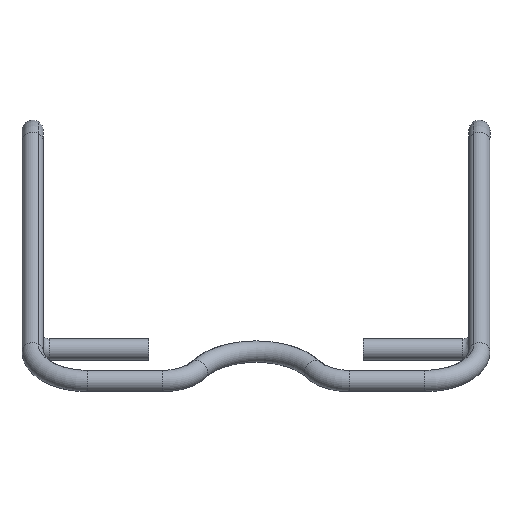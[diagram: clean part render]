
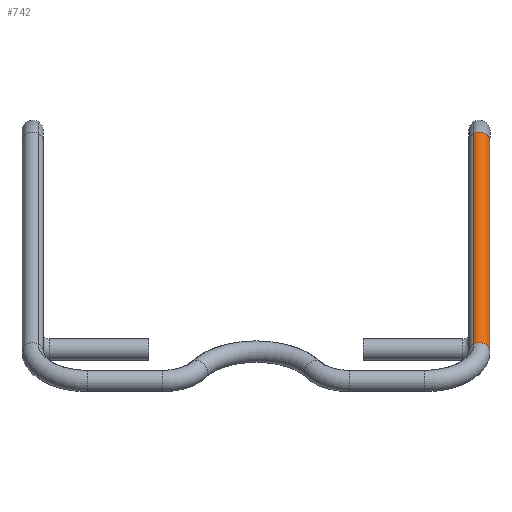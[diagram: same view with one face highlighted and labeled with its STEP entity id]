
A CAD part, top view. The second image highlights one B-rep face of the part: STEP entity #742.
In plain terms, the highlighted cylindrical face has radius 0.325 mm (diameter 0.65 mm), a partial arc.
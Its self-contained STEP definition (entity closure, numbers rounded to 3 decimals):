
#198=AXIS2_PLACEMENT_3D('Cylinder Axis2P3D',#195,#196,#197) ;
#714=AXIS2_PLACEMENT_3D('Circle Axis2P3D',#712,#713,$) ;
#733=AXIS2_PLACEMENT_3D('Circle Axis2P3D',#731,#732,$) ;
#166=CARTESIAN_POINT('Vertex',(13.988,7.361,12.248)) ;
#173=CARTESIAN_POINT('Vertex',(13.663,7.834,12.552)) ;
#195=CARTESIAN_POINT('Axis2P3D Location',(13.825,4.407,17.374)) ;
#204=CARTESIAN_POINT('Vertex',(13.988,0.979,22.195)) ;
#206=CARTESIAN_POINT('Vertex',(13.663,1.453,22.499)) ;
#209=CARTESIAN_POINT('Line Origine',(13.663,4.644,17.526)) ;
#214=CARTESIAN_POINT('Line Origine',(13.988,4.17,17.222)) ;
#712=CARTESIAN_POINT('Axis2P3D Location',(13.825,7.598,12.4)) ;
#731=CARTESIAN_POINT('Axis2P3D Location',(13.825,1.216,22.347)) ;
#196=DIRECTION('Axis2P3D Direction',(0.,0.54,-0.842)) ;
#197=DIRECTION('Axis2P3D XDirection',(0.5,-0.729,-0.468)) ;
#210=DIRECTION('Vector Direction',(0.,0.54,-0.842)) ;
#215=DIRECTION('Vector Direction',(0.,0.54,-0.842)) ;
#713=DIRECTION('Axis2P3D Direction',(0.,-0.54,0.842)) ;
#732=DIRECTION('Axis2P3D Direction',(0.,0.54,-0.842)) ;
#211=VECTOR('Line Direction',#210,1.) ;
#216=VECTOR('Line Direction',#215,1.) ;
#737=ORIENTED_EDGE('',*,*,#735,.T.) ;
#738=ORIENTED_EDGE('',*,*,#218,.F.) ;
#739=ORIENTED_EDGE('',*,*,#716,.F.) ;
#740=ORIENTED_EDGE('',*,*,#213,.T.) ;
#742=ADVANCED_FACE('Koerper.2',(#741),#199,.T.) ;
#715=CIRCLE('generated circle',#714,0.325) ;
#734=CIRCLE('generated circle',#733,0.325) ;
#199=CYLINDRICAL_SURFACE('generated cylinder',#198,0.325) ;
#213=EDGE_CURVE('',#174,#207,#212,.F.) ;
#218=EDGE_CURVE('',#167,#205,#217,.F.) ;
#716=EDGE_CURVE('',#174,#167,#715,.F.) ;
#735=EDGE_CURVE('',#207,#205,#734,.T.) ;
#736=EDGE_LOOP('',(#737,#738,#739,#740)) ;
#741=FACE_OUTER_BOUND('',#736,.T.) ;
#212=LINE('Line',#209,#211) ;
#217=LINE('Line',#214,#216) ;
#167=VERTEX_POINT('',#166) ;
#174=VERTEX_POINT('',#173) ;
#205=VERTEX_POINT('',#204) ;
#207=VERTEX_POINT('',#206) ;
